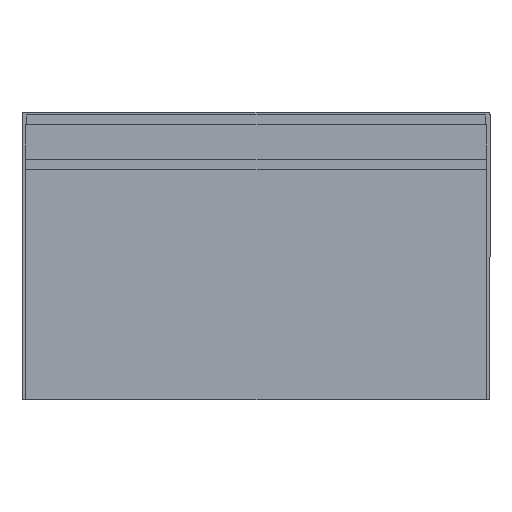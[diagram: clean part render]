
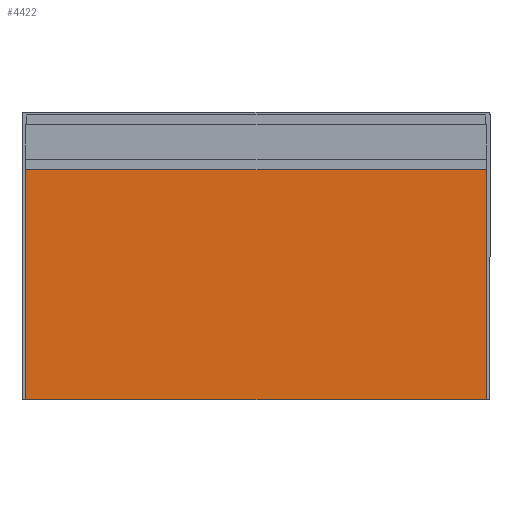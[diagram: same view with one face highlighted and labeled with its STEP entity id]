
A CAD part, front view. The second image highlights one B-rep face of the part: STEP entity #4422.
In plain terms, the highlighted planar face has unit normal (0, -1, 0).
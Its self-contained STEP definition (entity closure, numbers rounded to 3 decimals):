
#54 = CARTESIAN_POINT ( 'NONE',  ( -369., -490.1, 0. ) ) ;
#549 = ORIENTED_EDGE ( 'NONE', *, *, #1889, .F. ) ;
#598 = CARTESIAN_POINT ( 'NONE',  ( 750.441, -490.1, 0. ) ) ;
#599 = LINE ( 'NONE', #4792, #3153 ) ;
#1186 = CARTESIAN_POINT ( 'NONE',  ( -369., -490.1, 368.1 ) ) ;
#1404 = VERTEX_POINT ( 'NONE', #1186 ) ;
#1594 = DIRECTION ( 'NONE',  ( -1., 0., 0. ) ) ;
#1793 = EDGE_CURVE ( 'NONE', #5697, #3695, #3138, .T. ) ;
#1889 = EDGE_CURVE ( 'NONE', #3695, #3572, #2137, .T. ) ;
#1908 = EDGE_LOOP ( 'NONE', ( #5110, #4541, #5216, #549 ) ) ;
#2137 = LINE ( 'NONE', #598, #4317 ) ;
#2291 = CARTESIAN_POINT ( 'NONE',  ( -369., -490.1, 0. ) ) ;
#2369 = DIRECTION ( 'NONE',  ( 0., 0., -1. ) ) ;
#2608 = VECTOR ( 'NONE', #5273, 1000. ) ;
#2723 = DIRECTION ( 'NONE',  ( 0., -1., 0. ) ) ;
#3138 = LINE ( 'NONE', #3266, #3690 ) ;
#3153 = VECTOR ( 'NONE', #1594, 1000. ) ;
#3233 = LINE ( 'NONE', #54, #2608 ) ;
#3266 = CARTESIAN_POINT ( 'NONE',  ( 369., -490.1, 0. ) ) ;
#3446 = AXIS2_PLACEMENT_3D ( 'NONE', #3728, #2723, #2369 ) ;
#3572 = VERTEX_POINT ( 'NONE', #2291 ) ;
#3690 = VECTOR ( 'NONE', #5792, 1000. ) ;
#3695 = VERTEX_POINT ( 'NONE', #4576 ) ;
#3728 = CARTESIAN_POINT ( 'NONE',  ( 750.441, -490.1, 0. ) ) ;
#4190 = CARTESIAN_POINT ( 'NONE',  ( 369., -490.1, 368.1 ) ) ;
#4219 = DIRECTION ( 'NONE',  ( -1., 0., 0. ) ) ;
#4317 = VECTOR ( 'NONE', #4219, 1000. ) ;
#4422 = ADVANCED_FACE ( 'NONE', ( #5798 ), #4796, .T. ) ;
#4541 = ORIENTED_EDGE ( 'NONE', *, *, #5721, .T. ) ;
#4576 = CARTESIAN_POINT ( 'NONE',  ( 369., -490.1, 0. ) ) ;
#4792 = CARTESIAN_POINT ( 'NONE',  ( 750.441, -490.1, 368.1 ) ) ;
#4796 = PLANE ( 'NONE',  #3446 ) ;
#5110 = ORIENTED_EDGE ( 'NONE', *, *, #1793, .F. ) ;
#5216 = ORIENTED_EDGE ( 'NONE', *, *, #5589, .F. ) ;
#5273 = DIRECTION ( 'NONE',  ( 0., 0., 1. ) ) ;
#5589 = EDGE_CURVE ( 'NONE', #3572, #1404, #3233, .T. ) ;
#5697 = VERTEX_POINT ( 'NONE', #4190 ) ;
#5721 = EDGE_CURVE ( 'NONE', #5697, #1404, #599, .T. ) ;
#5792 = DIRECTION ( 'NONE',  ( 0., 0., -1. ) ) ;
#5798 = FACE_OUTER_BOUND ( 'NONE', #1908, .T. ) ;
